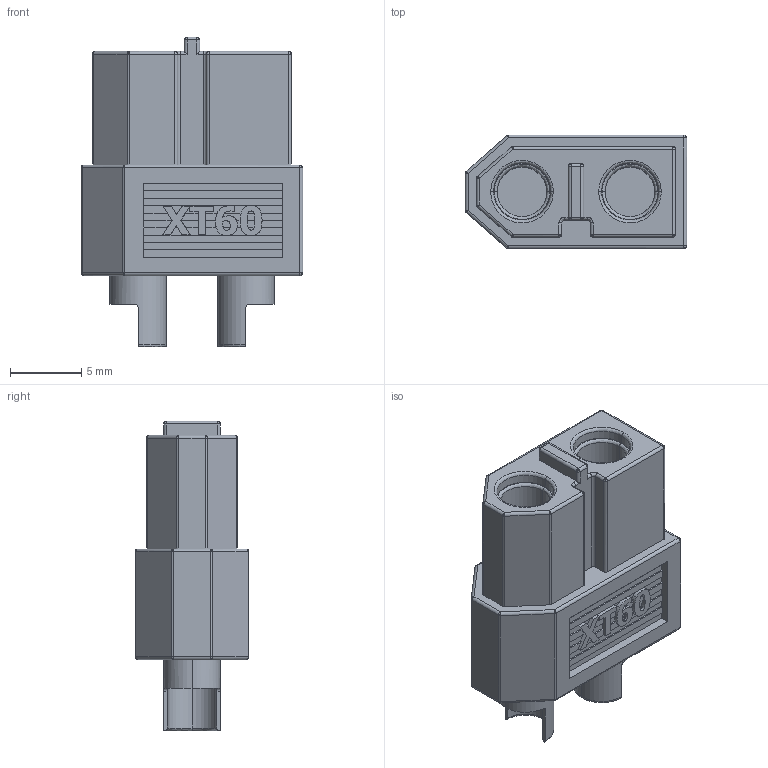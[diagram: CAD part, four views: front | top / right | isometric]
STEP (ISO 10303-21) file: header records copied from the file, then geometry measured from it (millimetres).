
FILE_DESCRIPTION (( 'STEP AP203' ), '1' );
FILE_NAME ('XT60 Buchse_Predeterminado_sldprt.STEP', '2022-02-13T10:50:41', ( '' ), ( '' ), 'SwSTEP 2.0', 'SolidWorks 2020', '' );
FILE_SCHEMA (( 'CONFIG_CONTROL_DESIGN' ));
Length unit declared in the file: millimetre
Products named in the file (1): XT60 Buchse_Predeterminado_sldprt
Bounding box: 15.6 x 8 x 21.8 mm (x, y, z)
Volume: 1127.6 mm3; surface area: 1688 mm2
Topology: 1 solids, 1 shells, 413 faces, 1168 edges, 720 vertices
Faces by surface type: plane 209, bspline 129, cylinder 71, cone 4
Entity records: 14424 total; most frequent: CARTESIAN_POINT 4615, ORIENTED_EDGE 2232, DIRECTION 1735, EDGE_CURVE 1116, VERTEX_POINT 720, LINE 665, VECTOR 665, AXIS2_PLACEMENT_3D 535
